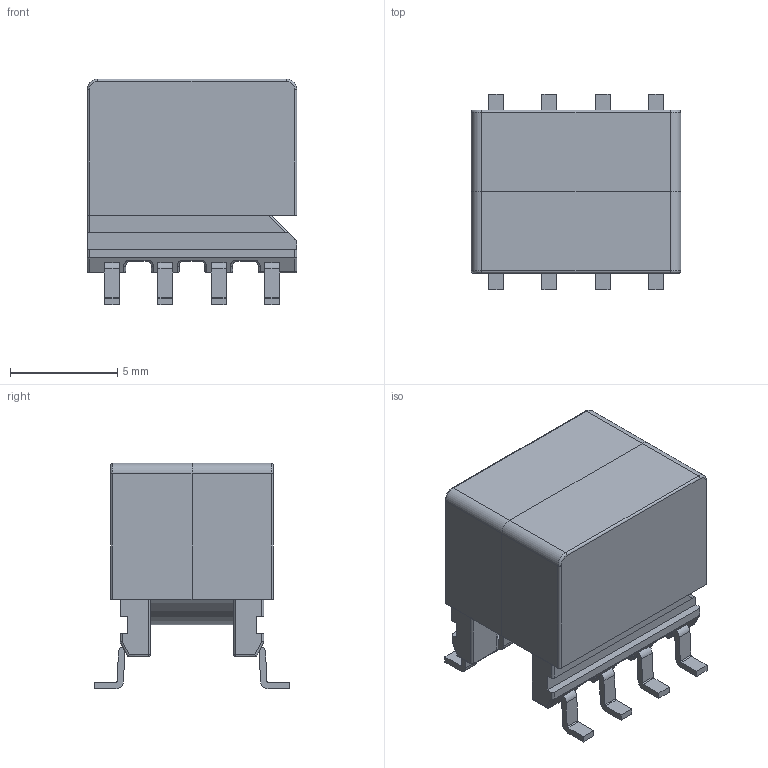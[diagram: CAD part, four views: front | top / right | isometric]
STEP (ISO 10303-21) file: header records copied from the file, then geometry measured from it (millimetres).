
FILE_DESCRIPTION(('FreeCAD Model'),'2;1');
FILE_NAME('Assem1_cp.step','2019-08-18T17:14:19', ('kicad StepUp'),('ksu MCAD'),'Open CASCADE STEP processor 7.3', 'FreeCAD','Unknown');
FILE_SCHEMA(('AUTOMOTIVE_DESIGN { 1 0 10303 214 1 1 1 1 }'));
Length unit declared in the file: millimetre
Products named in the file (1): Assem1_cp
Bounding box: 9.78 x 9.14 x 10.54 mm (x, y, z)
Volume: 452.3 mm3; surface area: 987.1 mm2
Topology: 3 solids, 3 shells, 359 faces, 889 edges, 536 vertices
Faces by surface type: cylinder 165, plane 132, torus 28, bspline 24, sphere 10
Full cylindrical faces by diameter (mm): 3.28 x2, 3.3 x1, 5.7 x1
Entity records: 13401 total; most frequent: CARTESIAN_POINT 2243, DIRECTION 1915, ORIENTED_EDGE 1762, EDGE_CURVE 881, AXIS2_PLACEMENT_3D 704, VERTEX_POINT 536, LINE 507, VECTOR 507
